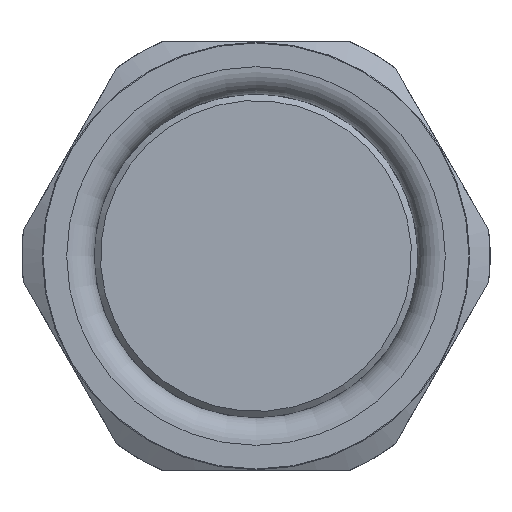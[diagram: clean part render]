
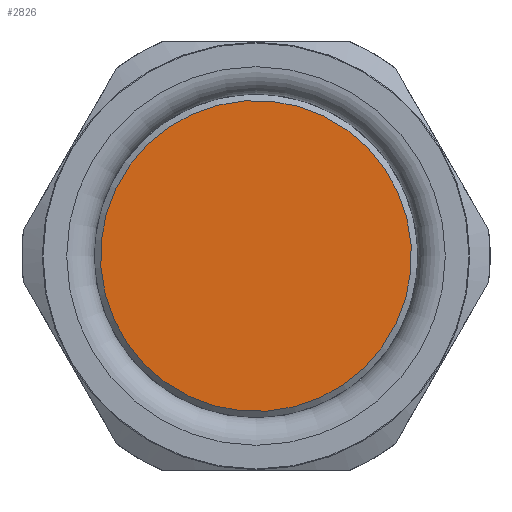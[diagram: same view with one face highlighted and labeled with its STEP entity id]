
A CAD part, left-side view. The second image highlights one B-rep face of the part: STEP entity #2826.
In plain terms, the highlighted face is planar.
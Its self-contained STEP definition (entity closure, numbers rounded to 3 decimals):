
#419=PLANE('',#3295);
#772=FACE_OUTER_BOUND('',#1085,.T.);
#1085=EDGE_LOOP('',(#2578));
#1277=CIRCLE('',#3294,39.885);
#1536=VERTEX_POINT('',#15777);
#1882=EDGE_CURVE('',#1536,#1536,#1277,.T.);
#2578=ORIENTED_EDGE('',*,*,#1882,.T.);
#2826=ADVANCED_FACE('',(#772),#419,.T.);
#3294=AXIS2_PLACEMENT_3D('',#15778,#4134,#4135);
#3295=AXIS2_PLACEMENT_3D('',#15779,#4136,#4137);
#4134=DIRECTION('center_axis',(1.,0.,0.));
#4135=DIRECTION('ref_axis',(0.,0.,-1.));
#4136=DIRECTION('center_axis',(1.,0.,0.));
#4137=DIRECTION('ref_axis',(0.,0.,-1.));
#15777=CARTESIAN_POINT('',(1.43,39.885,0.));
#15778=CARTESIAN_POINT('Origin',(1.43,0.,0.));
#15779=CARTESIAN_POINT('Origin',(1.43,0.,0.));
